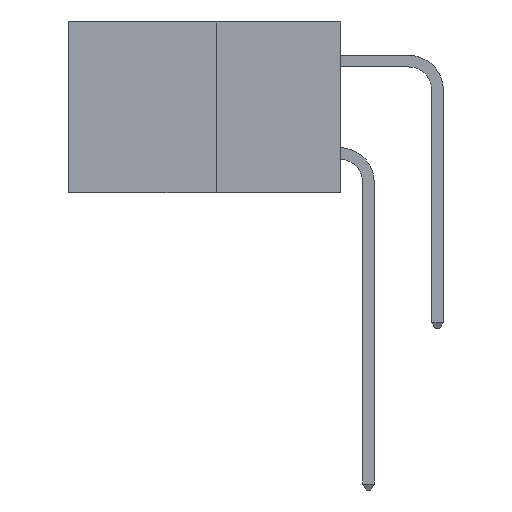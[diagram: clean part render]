
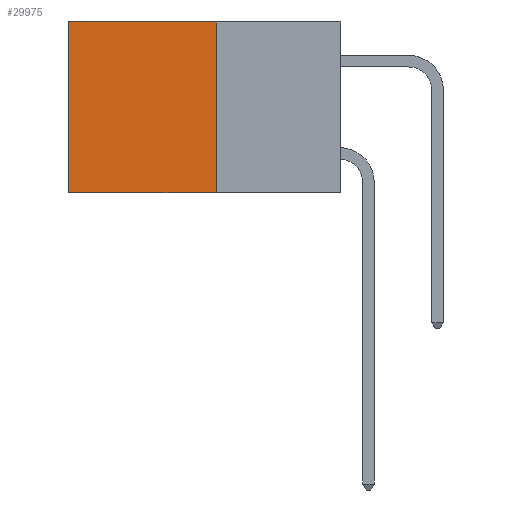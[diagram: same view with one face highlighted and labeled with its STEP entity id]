
A CAD part, left-side view. The second image highlights one B-rep face of the part: STEP entity #29975.
In plain terms, the highlighted planar face has unit normal (-1, 0, 0).
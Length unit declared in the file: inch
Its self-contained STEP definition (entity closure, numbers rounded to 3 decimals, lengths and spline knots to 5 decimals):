
#1029 = EDGE_CURVE ( 'NONE', #12463, #15078, #9543, .T. ) ;
#2663 = LINE ( 'NONE', #18655, #10379 ) ;
#3028 = LINE ( 'NONE', #26177, #3841 ) ;
#3664 = ORIENTED_EDGE ( 'NONE', *, *, #7571, .T. ) ;
#3785 = CARTESIAN_POINT ( 'NONE',  ( 0.277, 0.27, 0. ) ) ;
#3790 = PLANE ( 'NONE',  #25996 ) ;
#3841 = VECTOR ( 'NONE', #10663, 39.37008 ) ;
#5364 = VECTOR ( 'NONE', #33338, 39.37008 ) ;
#6367 = CARTESIAN_POINT ( 'NONE',  ( 0.277, 0.27, -0.37 ) ) ;
#6918 = EDGE_CURVE ( 'NONE', #13966, #8974, #2663, .T. ) ;
#7571 = EDGE_CURVE ( 'NONE', #13966, #12463, #3028, .T. ) ;
#8974 = VERTEX_POINT ( 'NONE', #15793 ) ;
#8975 = DIRECTION ( 'NONE',  ( 0., 0., -1. ) ) ;
#9543 = LINE ( 'NONE', #27619, #14819 ) ;
#10379 = VECTOR ( 'NONE', #26433, 39.37008 ) ;
#10663 = DIRECTION ( 'NONE',  ( 0., 1., 0. ) ) ;
#10989 = DIRECTION ( 'NONE',  ( 0., 0., -1. ) ) ;
#12463 = VERTEX_POINT ( 'NONE', #31617 ) ;
#13966 = VERTEX_POINT ( 'NONE', #3785 ) ;
#14819 = VECTOR ( 'NONE', #10989, 39.37008 ) ;
#15078 = VERTEX_POINT ( 'NONE', #23358 ) ;
#15266 = CARTESIAN_POINT ( 'NONE',  ( 0.277, 0.27, -0.37 ) ) ;
#15793 = CARTESIAN_POINT ( 'NONE',  ( 0.277, 0.27, -0.37 ) ) ;
#16017 = ORIENTED_EDGE ( 'NONE', *, *, #31834, .F. ) ;
#16314 = FACE_OUTER_BOUND ( 'NONE', #30660, .T. ) ;
#18655 = CARTESIAN_POINT ( 'NONE',  ( 0.277, 0.27, -0.37 ) ) ;
#23358 = CARTESIAN_POINT ( 'NONE',  ( 0.277, 0.59, -0.37 ) ) ;
#23849 = ORIENTED_EDGE ( 'NONE', *, *, #6918, .F. ) ;
#24504 = DIRECTION ( 'NONE',  ( 1., 0., 0. ) ) ;
#25223 = LINE ( 'NONE', #15266, #5364 ) ;
#25996 = AXIS2_PLACEMENT_3D ( 'NONE', #6367, #24504, #8975 ) ;
#26177 = CARTESIAN_POINT ( 'NONE',  ( 0.277, 0.27, 0. ) ) ;
#26433 = DIRECTION ( 'NONE',  ( 0., 0., -1. ) ) ;
#27619 = CARTESIAN_POINT ( 'NONE',  ( 0.277, 0.59, -0.37 ) ) ;
#29975 = ADVANCED_FACE ( 'NONE', ( #16314 ), #3790, .F. ) ;
#30660 = EDGE_LOOP ( 'NONE', ( #32605, #16017, #23849, #3664 ) ) ;
#31617 = CARTESIAN_POINT ( 'NONE',  ( 0.277, 0.59, 0. ) ) ;
#31834 = EDGE_CURVE ( 'NONE', #8974, #15078, #25223, .T. ) ;
#32605 = ORIENTED_EDGE ( 'NONE', *, *, #1029, .T. ) ;
#33338 = DIRECTION ( 'NONE',  ( 0., 1., 0. ) ) ;
